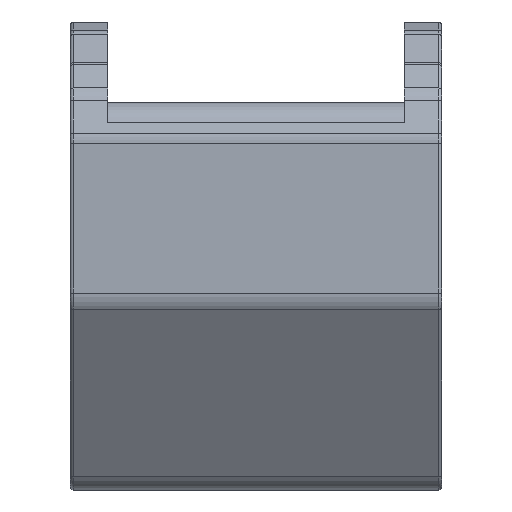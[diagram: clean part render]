
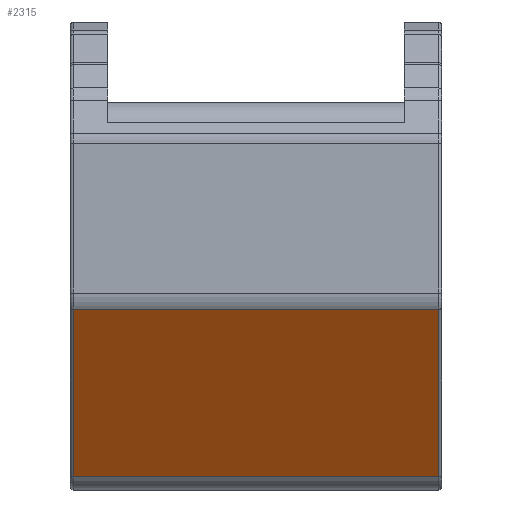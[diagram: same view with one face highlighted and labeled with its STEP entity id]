
A CAD part, front view. The second image highlights one B-rep face of the part: STEP entity #2315.
In plain terms, the highlighted planar face has unit normal (0, -0.831, -0.556).
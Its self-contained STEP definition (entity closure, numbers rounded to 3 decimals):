
#81=PLANE('',#2595);
#177=FACE_OUTER_BOUND('',#322,.T.);
#322=EDGE_LOOP('',(#1864,#1865,#1866,#1867));
#495=LINE('',#3937,#666);
#506=LINE('',#4004,#677);
#508=LINE('',#4010,#679);
#509=LINE('',#4011,#680);
#666=VECTOR('',#3150,10.);
#677=VECTOR('',#3237,10.);
#679=VECTOR('',#3243,10.);
#680=VECTOR('',#3244,10.);
#1038=VERTEX_POINT('',#3929);
#1040=VERTEX_POINT('',#3935);
#1058=VERTEX_POINT('',#4003);
#1060=VERTEX_POINT('',#4009);
#1317=EDGE_CURVE('',#1040,#1038,#495,.T.);
#1351=EDGE_CURVE('',#1038,#1058,#506,.T.);
#1354=EDGE_CURVE('',#1060,#1040,#508,.T.);
#1355=EDGE_CURVE('',#1058,#1060,#509,.T.);
#1864=ORIENTED_EDGE('',*,*,#1317,.F.);
#1865=ORIENTED_EDGE('',*,*,#1354,.F.);
#1866=ORIENTED_EDGE('',*,*,#1355,.F.);
#1867=ORIENTED_EDGE('',*,*,#1351,.F.);
#2315=ADVANCED_FACE('',(#177),#81,.T.);
#2595=AXIS2_PLACEMENT_3D('',#4008,#3241,#3242);
#3150=DIRECTION('',(0.,-0.556,0.831));
#3237=DIRECTION('',(1.,0.,0.));
#3241=DIRECTION('center_axis',(0.,-0.831,-0.556));
#3242=DIRECTION('ref_axis',(0.,0.556,-0.831));
#3243=DIRECTION('',(-1.,0.,0.));
#3244=DIRECTION('',(0.,0.556,-0.831));
#3929=CARTESIAN_POINT('',(-123.,577.827,-4819.143));
#3935=CARTESIAN_POINT('',(-123.,653.222,-4931.836));
#3937=CARTESIAN_POINT('',(-123.,596.737,-4847.408));
#4003=CARTESIAN_POINT('',(123.,577.827,-4819.143));
#4004=CARTESIAN_POINT('',(0.,577.827,-4819.143));
#4008=CARTESIAN_POINT('Origin',(0.,574.45,-4814.095));
#4009=CARTESIAN_POINT('',(123.,653.222,-4931.836));
#4010=CARTESIAN_POINT('',(0.,653.222,-4931.836));
#4011=CARTESIAN_POINT('',(123.,596.737,-4847.408));
